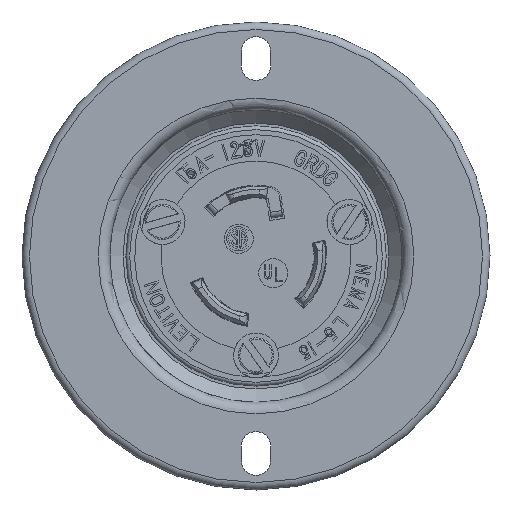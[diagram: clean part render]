
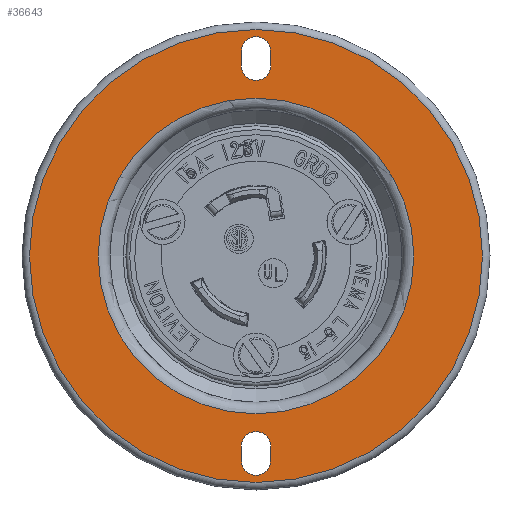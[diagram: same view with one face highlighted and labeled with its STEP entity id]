
A CAD part, left-side view. The second image highlights one B-rep face of the part: STEP entity #36643.
In plain terms, the highlighted planar face has unit normal (-1, 0, 0).
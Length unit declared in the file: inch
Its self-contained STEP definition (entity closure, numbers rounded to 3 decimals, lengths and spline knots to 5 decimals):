
#123 = CIRCLE ( 'NONE', #33578, 0.078 ) ;
#299 = VERTEX_POINT ( 'NONE', #19097 ) ;
#517 = ORIENTED_EDGE ( 'NONE', *, *, #18448, .F. ) ;
#664 = CARTESIAN_POINT ( 'NONE',  ( -0.859, 0., -1.21 ) ) ;
#1084 = CIRCLE ( 'NONE', #22325, 0.078 ) ;
#1140 = ORIENTED_EDGE ( 'NONE', *, *, #28219, .T. ) ;
#1471 = ORIENTED_EDGE ( 'NONE', *, *, #25546, .F. ) ;
#2127 = CARTESIAN_POINT ( 'NONE',  ( -0.859, 0., 1.0155 ) ) ;
#2329 = DIRECTION ( 'NONE',  ( -1., 0., 0. ) ) ;
#3509 = LINE ( 'NONE', #9541, #38323 ) ;
#3705 = VERTEX_POINT ( 'NONE', #25623 ) ;
#3889 = VERTEX_POINT ( 'NONE', #664 ) ;
#5176 = EDGE_LOOP ( 'NONE', ( #1471 ) ) ;
#5807 = DIRECTION ( 'NONE',  ( 0., -1., 0. ) ) ;
#6074 = AXIS2_PLACEMENT_3D ( 'NONE', #2127, #2329, #20890 ) ;
#6122 = EDGE_CURVE ( 'NONE', #9710, #13882, #11423, .T. ) ;
#6763 = ORIENTED_EDGE ( 'NONE', *, *, #22577, .T. ) ;
#6841 = VECTOR ( 'NONE', #35973, 39.37008 ) ;
#8122 = AXIS2_PLACEMENT_3D ( 'NONE', #11048, #8624, #5807 ) ;
#8624 = DIRECTION ( 'NONE',  ( 1., 0., 0. ) ) ;
#9541 = CARTESIAN_POINT ( 'NONE',  ( -0.859, -0.078, 0. ) ) ;
#9710 = VERTEX_POINT ( 'NONE', #14771 ) ;
#10246 = CARTESIAN_POINT ( 'NONE',  ( -0.859, 0.078, 1.0935 ) ) ;
#10957 = EDGE_CURVE ( 'NONE', #38529, #30056, #12703, .T. ) ;
#11048 = CARTESIAN_POINT ( 'NONE',  ( -0.859, 0., -1.0265 ) ) ;
#11423 = LINE ( 'NONE', #23668, #6841 ) ;
#11599 = AXIS2_PLACEMENT_3D ( 'NONE', #13013, #19044, #37716 ) ;
#11758 = ORIENTED_EDGE ( 'NONE', *, *, #33827, .T. ) ;
#12397 = ORIENTED_EDGE ( 'NONE', *, *, #31584, .T. ) ;
#12589 = DIRECTION ( 'NONE',  ( 0., 0., -1. ) ) ;
#12703 = LINE ( 'NONE', #15736, #27560 ) ;
#13013 = CARTESIAN_POINT ( 'NONE',  ( -0.859, 0., 1.0935 ) ) ;
#13668 = VECTOR ( 'NONE', #16671, 39.37008 ) ;
#13882 = VERTEX_POINT ( 'NONE', #30773 ) ;
#14373 = ORIENTED_EDGE ( 'NONE', *, *, #23216, .F. ) ;
#14771 = CARTESIAN_POINT ( 'NONE',  ( -0.859, 0.078, -1.0935 ) ) ;
#15736 = CARTESIAN_POINT ( 'NONE',  ( -0.859, 0.078, 0. ) ) ;
#15765 = CARTESIAN_POINT ( 'NONE',  ( -0.859, -0.078, 0. ) ) ;
#15791 = PLANE ( 'NONE',  #8122 ) ;
#16169 = FACE_BOUND ( 'NONE', #22139, .T. ) ;
#16671 = DIRECTION ( 'NONE',  ( 0., 0., -1. ) ) ;
#16911 = VERTEX_POINT ( 'NONE', #35244 ) ;
#17418 = AXIS2_PLACEMENT_3D ( 'NONE', #29766, #38825, #36240 ) ;
#17911 = DIRECTION ( 'NONE',  ( 0., 0., -1. ) ) ;
#18448 = EDGE_CURVE ( 'NONE', #39026, #30056, #28913, .T. ) ;
#19044 = DIRECTION ( 'NONE',  ( -1., 0., 0. ) ) ;
#19097 = CARTESIAN_POINT ( 'NONE',  ( -0.859, -0.078, 1.0155 ) ) ;
#19130 = EDGE_LOOP ( 'NONE', ( #12397 ) ) ;
#19363 = FACE_BOUND ( 'NONE', #5176, .T. ) ;
#20261 = AXIS2_PLACEMENT_3D ( 'NONE', #24168, #27002, #17911 ) ;
#20454 = ORIENTED_EDGE ( 'NONE', *, *, #10957, .T. ) ;
#20890 = DIRECTION ( 'NONE',  ( 0., -1., 0. ) ) ;
#21327 = EDGE_CURVE ( 'NONE', #13882, #36536, #123, .T. ) ;
#22139 = EDGE_LOOP ( 'NONE', ( #517, #1140, #14373, #20454 ) ) ;
#22159 = CIRCLE ( 'NONE', #6074, 0.078 ) ;
#22325 = AXIS2_PLACEMENT_3D ( 'NONE', #23304, #35615, #32979 ) ;
#22385 = FACE_OUTER_BOUND ( 'NONE', #19130, .T. ) ;
#22577 = EDGE_CURVE ( 'NONE', #36536, #16911, #22893, .T. ) ;
#22893 = LINE ( 'NONE', #15765, #13668 ) ;
#23216 = EDGE_CURVE ( 'NONE', #38529, #299, #22159, .T. ) ;
#23304 = CARTESIAN_POINT ( 'NONE',  ( -0.859, 0., -1.0935 ) ) ;
#23668 = CARTESIAN_POINT ( 'NONE',  ( -0.859, 0.078, 0. ) ) ;
#24168 = CARTESIAN_POINT ( 'NONE',  ( -0.859, 0., 0. ) ) ;
#24499 = CARTESIAN_POINT ( 'NONE',  ( -0.859, 0.078, 1.0155 ) ) ;
#25012 = ORIENTED_EDGE ( 'NONE', *, *, #6122, .T. ) ;
#25546 = EDGE_CURVE ( 'NONE', #3705, #3705, #34805, .T. ) ;
#25623 = CARTESIAN_POINT ( 'NONE',  ( -0.859, 0., -0.843 ) ) ;
#27002 = DIRECTION ( 'NONE',  ( -1., 0., 0. ) ) ;
#27560 = VECTOR ( 'NONE', #27966, 39.37008 ) ;
#27883 = CARTESIAN_POINT ( 'NONE',  ( -0.859, 0., -1.0155 ) ) ;
#27966 = DIRECTION ( 'NONE',  ( 0., 0., 1. ) ) ;
#28219 = EDGE_CURVE ( 'NONE', #39026, #299, #3509, .T. ) ;
#28913 = CIRCLE ( 'NONE', #11599, 0.078 ) ;
#29766 = CARTESIAN_POINT ( 'NONE',  ( -0.859, 0., 0. ) ) ;
#30056 = VERTEX_POINT ( 'NONE', #10246 ) ;
#30773 = CARTESIAN_POINT ( 'NONE',  ( -0.859, 0.078, -1.0155 ) ) ;
#30915 = DIRECTION ( 'NONE',  ( 0., -1., 0. ) ) ;
#31584 = EDGE_CURVE ( 'NONE', #3889, #3889, #32470, .T. ) ;
#31965 = ORIENTED_EDGE ( 'NONE', *, *, #21327, .T. ) ;
#32470 = CIRCLE ( 'NONE', #20261, 1.21 ) ;
#32979 = DIRECTION ( 'NONE',  ( 0., -1., 0. ) ) ;
#33241 = EDGE_LOOP ( 'NONE', ( #31965, #6763, #11758, #25012 ) ) ;
#33497 = CARTESIAN_POINT ( 'NONE',  ( -0.859, -0.078, -1.0155 ) ) ;
#33578 = AXIS2_PLACEMENT_3D ( 'NONE', #27883, #36761, #30915 ) ;
#33827 = EDGE_CURVE ( 'NONE', #16911, #9710, #1084, .T. ) ;
#34485 = FACE_BOUND ( 'NONE', #33241, .T. ) ;
#34805 = CIRCLE ( 'NONE', #17418, 0.843 ) ;
#35244 = CARTESIAN_POINT ( 'NONE',  ( -0.859, -0.078, -1.0935 ) ) ;
#35615 = DIRECTION ( 'NONE',  ( 1., 0., 0. ) ) ;
#35973 = DIRECTION ( 'NONE',  ( 0., 0., 1. ) ) ;
#36240 = DIRECTION ( 'NONE',  ( 0., 0., -1. ) ) ;
#36536 = VERTEX_POINT ( 'NONE', #33497 ) ;
#36643 = ADVANCED_FACE ( 'NONE', ( #16169, #34485, #19363, #22385 ), #15791, .F. ) ;
#36761 = DIRECTION ( 'NONE',  ( 1., 0., 0. ) ) ;
#37094 = CARTESIAN_POINT ( 'NONE',  ( -0.859, -0.078, 1.0935 ) ) ;
#37716 = DIRECTION ( 'NONE',  ( 0., -1., 0. ) ) ;
#38323 = VECTOR ( 'NONE', #12589, 39.37008 ) ;
#38529 = VERTEX_POINT ( 'NONE', #24499 ) ;
#38825 = DIRECTION ( 'NONE',  ( -1., 0., 0. ) ) ;
#39026 = VERTEX_POINT ( 'NONE', #37094 ) ;
